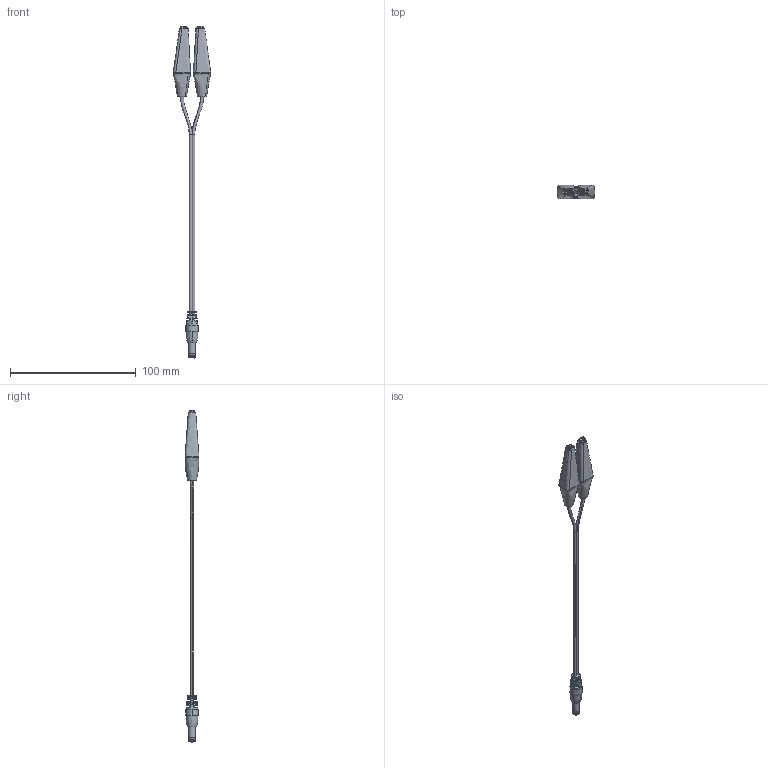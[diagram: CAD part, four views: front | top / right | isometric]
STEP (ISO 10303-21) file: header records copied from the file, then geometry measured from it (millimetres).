
FILE_DESCRIPTION (( 'STEP AP203' ), '1' );
FILE_NAME ('10-02464_revA.STEP', '2017-05-25T15:08:19', ( '' ), ( '' ), 'SwSTEP 2.0', 'SolidWorks 2015', '' );
FILE_SCHEMA (( 'CONFIG_CONTROL_DESIGN' ));
Length unit declared in the file: millimetre
Products named in the file (13): 50-00555_sleeve_Sleeve; 50-00024 shell; 50-00024; 24-00003; 10-02464_revA; 30-00395_split; 50-00556; 50-00555; 50-00024 contact; 50-00556_sleeve_Sleeve; 50-00024 insulator
Assembly tree (12 placements, depth 3):
  10-02464_revA
    30-00395_split
    50-00555
      50-00555
      50-00555_sleeve_Sleeve
    50-00556
      50-00556
      50-00556_sleeve_Sleeve
    24-00003
    50-00024
      50-00024 contact
      50-00024 insulator
      50-00024 shell
Bounding box: 29.81 x 10.99 x 263.99 mm (x, y, z)
Volume: 13404.8 mm3; surface area: 19516.9 mm2
Topology: 25 solids, 25 shells, 1050 faces, 3030 edges, 2106 vertices
Faces by surface type: cylinder 376, bspline 313, plane 311, cone 26, torus 24
Entity records: 63036 total; most frequent: CARTESIAN_POINT 36419, ORIENTED_EDGE 6020, DIRECTION 4090, EDGE_CURVE 3010, VERTEX_POINT 2106, AXIS2_PLACEMENT_3D 1425, LINE 1240, VECTOR 1240
